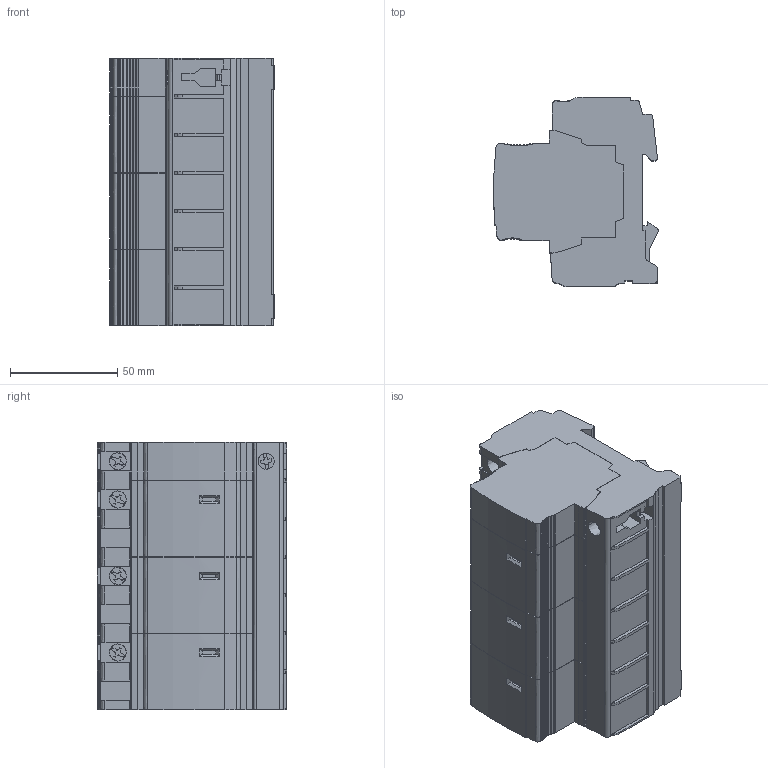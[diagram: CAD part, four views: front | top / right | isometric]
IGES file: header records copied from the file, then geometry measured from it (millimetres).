
Start section:  PTC IGES file: b80001535.igs
Global section: file name: b80001535.igs; native system: Creo Parametric by PTC Inc.; preprocessor: 2016380; author: FRJEGUI; organization: Unknown; date: 20170306.100224; units: millimetre
Bounding box: 76.67 x 88 x 124.6 mm (x, y, z)
Surface area: 78422.3 mm2 (no closed solid volume)
Topology: 0 solids, 0 shells, 1158 faces, 6844 edges, 6844 vertices
Faces by surface type: bspline 1158
